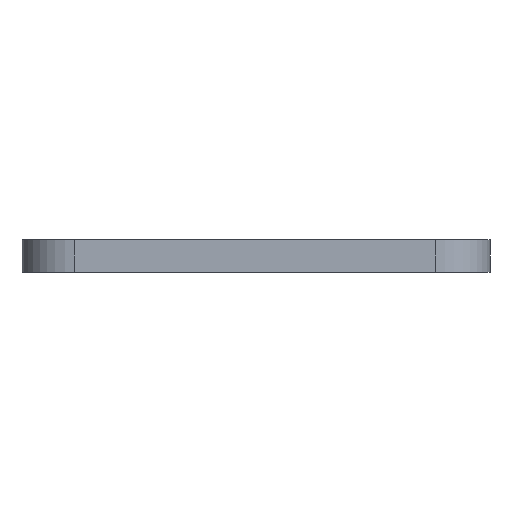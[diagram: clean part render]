
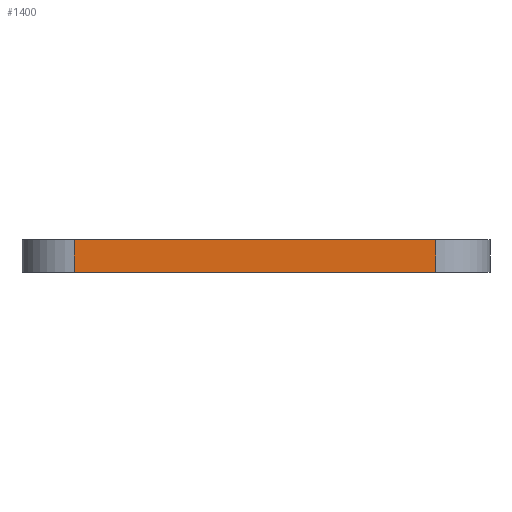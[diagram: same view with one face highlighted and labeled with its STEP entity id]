
A CAD part, front view. The second image highlights one B-rep face of the part: STEP entity #1400.
In plain terms, the highlighted planar face has unit normal (0, -1, 0).
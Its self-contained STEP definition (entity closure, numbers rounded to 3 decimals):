
#83 = PLANE('',#84);
#84 = AXIS2_PLACEMENT_3D('',#85,#86,#87);
#85 = CARTESIAN_POINT('',(148.492,-105.011,1.6));
#86 = DIRECTION('',(-0.,-0.,-1.));
#87 = DIRECTION('',(-1.,0.,0.));
#111 = CYLINDRICAL_SURFACE('',#112,2.604);
#112 = AXIS2_PLACEMENT_3D('',#113,#114,#115);
#113 = CARTESIAN_POINT('',(157.326,-113.83,0.));
#114 = DIRECTION('',(-0.,-0.,-1.));
#115 = DIRECTION('',(1.,0.,-0.));
#137 = PLANE('',#138);
#138 = AXIS2_PLACEMENT_3D('',#139,#140,#141);
#139 = CARTESIAN_POINT('',(148.492,-105.011,0.));
#140 = DIRECTION('',(-0.,-0.,-1.));
#141 = DIRECTION('',(-1.,0.,0.));
#238 = EDGE_CURVE('',#239,#241,#243,.T.);
#239 = VERTEX_POINT('',#240);
#240 = CARTESIAN_POINT('',(157.288,-116.434,0.));
#241 = VERTEX_POINT('',#242);
#242 = CARTESIAN_POINT('',(157.288,-116.434,1.6));
#243 = SURFACE_CURVE('',#244,(#248,#255),.PCURVE_S1.);
#244 = LINE('',#245,#246);
#245 = CARTESIAN_POINT('',(157.288,-116.434,0.));
#246 = VECTOR('',#247,1.);
#247 = DIRECTION('',(0.,0.,1.));
#248 = PCURVE('',#111,#249);
#249 = DEFINITIONAL_REPRESENTATION('',(#250),#254);
#250 = LINE('',#251,#252);
#251 = CARTESIAN_POINT('',(-4.698,0.));
#252 = VECTOR('',#253,1.);
#253 = DIRECTION('',(-0.,-1.));
#254 = ( GEOMETRIC_REPRESENTATION_CONTEXT(2) 
PARAMETRIC_REPRESENTATION_CONTEXT() REPRESENTATION_CONTEXT('2D SPACE',''
  ) );
#255 = PCURVE('',#256,#261);
#256 = PLANE('',#257);
#257 = AXIS2_PLACEMENT_3D('',#258,#259,#260);
#258 = CARTESIAN_POINT('',(157.288,-116.434,0.));
#259 = DIRECTION('',(0.,-1.,0.));
#260 = DIRECTION('',(-1.,0.,0.));
#261 = DEFINITIONAL_REPRESENTATION('',(#262),#266);
#262 = LINE('',#263,#264);
#263 = CARTESIAN_POINT('',(0.,0.));
#264 = VECTOR('',#265,1.);
#265 = DIRECTION('',(0.,-1.));
#266 = ( GEOMETRIC_REPRESENTATION_CONTEXT(2) 
PARAMETRIC_REPRESENTATION_CONTEXT() REPRESENTATION_CONTEXT('2D SPACE',''
  ) );
#326 = EDGE_CURVE('',#239,#327,#329,.T.);
#327 = VERTEX_POINT('',#328);
#328 = CARTESIAN_POINT('',(139.61,-116.433,0.));
#329 = SURFACE_CURVE('',#330,(#334,#341),.PCURVE_S1.);
#330 = LINE('',#331,#332);
#331 = CARTESIAN_POINT('',(157.288,-116.434,0.));
#332 = VECTOR('',#333,1.);
#333 = DIRECTION('',(-1.,0.,0.));
#334 = PCURVE('',#137,#335);
#335 = DEFINITIONAL_REPRESENTATION('',(#336),#340);
#336 = LINE('',#337,#338);
#337 = CARTESIAN_POINT('',(-8.796,-11.423));
#338 = VECTOR('',#339,1.);
#339 = DIRECTION('',(1.,0.));
#340 = ( GEOMETRIC_REPRESENTATION_CONTEXT(2) 
PARAMETRIC_REPRESENTATION_CONTEXT() REPRESENTATION_CONTEXT('2D SPACE',''
  ) );
#341 = PCURVE('',#256,#342);
#342 = DEFINITIONAL_REPRESENTATION('',(#343),#347);
#343 = LINE('',#344,#345);
#344 = CARTESIAN_POINT('',(0.,0.));
#345 = VECTOR('',#346,1.);
#346 = DIRECTION('',(1.,0.));
#347 = ( GEOMETRIC_REPRESENTATION_CONTEXT(2) 
PARAMETRIC_REPRESENTATION_CONTEXT() REPRESENTATION_CONTEXT('2D SPACE',''
  ) );
#370 = CYLINDRICAL_SURFACE('',#371,2.67);
#371 = AXIS2_PLACEMENT_3D('',#372,#373,#374);
#372 = CARTESIAN_POINT('',(139.737,-113.766,0.));
#373 = DIRECTION('',(-0.,-0.,-1.));
#374 = DIRECTION('',(1.,0.,-0.));
#890 = EDGE_CURVE('',#241,#891,#893,.T.);
#891 = VERTEX_POINT('',#892);
#892 = CARTESIAN_POINT('',(139.61,-116.433,1.6));
#893 = SURFACE_CURVE('',#894,(#898,#905),.PCURVE_S1.);
#894 = LINE('',#895,#896);
#895 = CARTESIAN_POINT('',(157.288,-116.434,1.6));
#896 = VECTOR('',#897,1.);
#897 = DIRECTION('',(-1.,0.,0.));
#898 = PCURVE('',#83,#899);
#899 = DEFINITIONAL_REPRESENTATION('',(#900),#904);
#900 = LINE('',#901,#902);
#901 = CARTESIAN_POINT('',(-8.796,-11.423));
#902 = VECTOR('',#903,1.);
#903 = DIRECTION('',(1.,0.));
#904 = ( GEOMETRIC_REPRESENTATION_CONTEXT(2) 
PARAMETRIC_REPRESENTATION_CONTEXT() REPRESENTATION_CONTEXT('2D SPACE',''
  ) );
#905 = PCURVE('',#256,#906);
#906 = DEFINITIONAL_REPRESENTATION('',(#907),#911);
#907 = LINE('',#908,#909);
#908 = CARTESIAN_POINT('',(0.,-1.6));
#909 = VECTOR('',#910,1.);
#910 = DIRECTION('',(1.,0.));
#911 = ( GEOMETRIC_REPRESENTATION_CONTEXT(2) 
PARAMETRIC_REPRESENTATION_CONTEXT() REPRESENTATION_CONTEXT('2D SPACE',''
  ) );
#1400 = ADVANCED_FACE('',(#1401),#256,.T.);
#1401 = FACE_BOUND('',#1402,.T.);
#1402 = EDGE_LOOP('',(#1403,#1404,#1405,#1426));
#1403 = ORIENTED_EDGE('',*,*,#238,.T.);
#1404 = ORIENTED_EDGE('',*,*,#890,.T.);
#1405 = ORIENTED_EDGE('',*,*,#1406,.F.);
#1406 = EDGE_CURVE('',#327,#891,#1407,.T.);
#1407 = SURFACE_CURVE('',#1408,(#1412,#1419),.PCURVE_S1.);
#1408 = LINE('',#1409,#1410);
#1409 = CARTESIAN_POINT('',(139.61,-116.433,0.));
#1410 = VECTOR('',#1411,1.);
#1411 = DIRECTION('',(0.,0.,1.));
#1412 = PCURVE('',#256,#1413);
#1413 = DEFINITIONAL_REPRESENTATION('',(#1414),#1418);
#1414 = LINE('',#1415,#1416);
#1415 = CARTESIAN_POINT('',(17.678,0.));
#1416 = VECTOR('',#1417,1.);
#1417 = DIRECTION('',(0.,-1.));
#1418 = ( GEOMETRIC_REPRESENTATION_CONTEXT(2) 
PARAMETRIC_REPRESENTATION_CONTEXT() REPRESENTATION_CONTEXT('2D SPACE',''
  ) );
#1419 = PCURVE('',#370,#1420);
#1420 = DEFINITIONAL_REPRESENTATION('',(#1421),#1425);
#1421 = LINE('',#1422,#1423);
#1422 = CARTESIAN_POINT('',(-4.665,0.));
#1423 = VECTOR('',#1424,1.);
#1424 = DIRECTION('',(-0.,-1.));
#1425 = ( GEOMETRIC_REPRESENTATION_CONTEXT(2) 
PARAMETRIC_REPRESENTATION_CONTEXT() REPRESENTATION_CONTEXT('2D SPACE',''
  ) );
#1426 = ORIENTED_EDGE('',*,*,#326,.F.);
